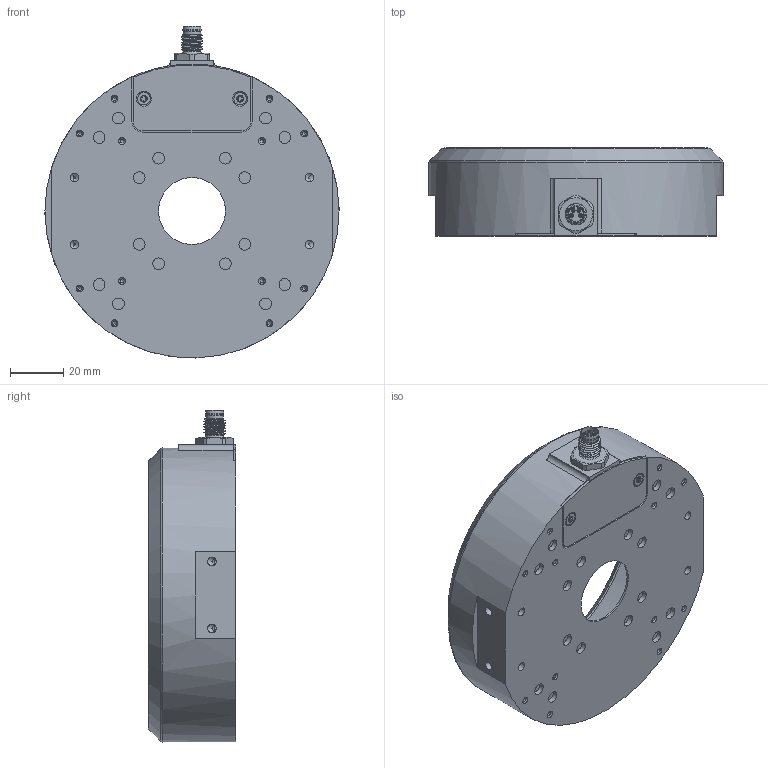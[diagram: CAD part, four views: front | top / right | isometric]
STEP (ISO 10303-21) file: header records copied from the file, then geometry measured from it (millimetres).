
FILE_DESCRIPTION(/* description */ ('>>BEZEICHNUNG<<'),/* implementation_level */ '2;1');
FILE_NAME(/* name */ 'vicolux_D-CLR-84x24.stp',/* time_stamp */ '2016-02-08T11:48:21+01:00',/* author */ ('REGENSPURG'),/* organization */ ('Vision & Control'),/* preprocessor_version */ 'ST-DEVELOPER v16.1',/* originating_system */ 'Autodesk Inventor 2016',/* authorisation */ '');
FILE_SCHEMA (('AUTOMOTIVE_DESIGN { 1 0 10303 214 3 1 1 }'));
Length unit declared in the file: millimetre
Products named in the file (1): vicolux_D-CLR-84x24
Bounding box: 110 x 32.9 x 124.19 mm (x, y, z)
Volume: 128149.3 mm3; surface area: 39095.7 mm2
Topology: 1 solids, 1 shells, 271 faces, 678 edges, 438 vertices
Faces by surface type: plane 95, cylinder 87, cone 62, bspline 17, torus 6, sphere 4
Full cylindrical faces by diameter (mm): 1 x4, 1.567 x12, 3.242 x8, 4.4 x16, 4.7 x2, 6 x1, 6.5 x2, 6.9 x1, 25 x1, 110 x1
Entity records: 13053 total; most frequent: CARTESIAN_POINT 6948, DIRECTION 1240, ORIENTED_EDGE 1032, AXIS2_PLACEMENT_3D 536, EDGE_CURVE 516, EDGE_LOOP 425, VERTEX_POINT 391, CIRCLE 274
